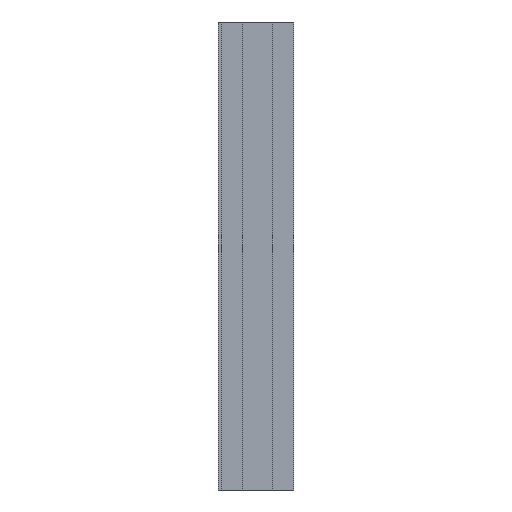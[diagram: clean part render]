
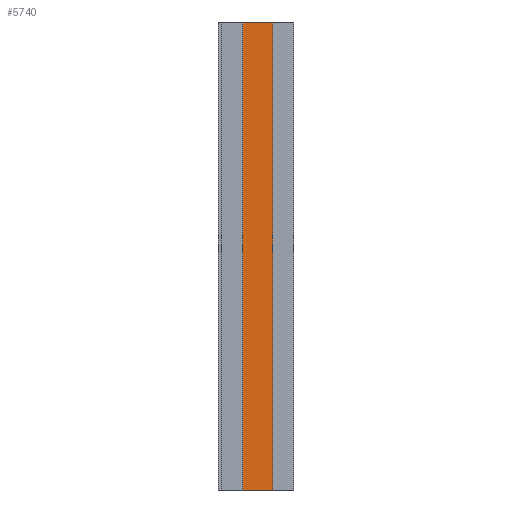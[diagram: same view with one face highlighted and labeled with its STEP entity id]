
A CAD part, left-side view. The second image highlights one B-rep face of the part: STEP entity #5740.
In plain terms, the highlighted planar face has unit normal (-1, 0, 0).
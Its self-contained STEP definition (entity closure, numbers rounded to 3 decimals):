
#913 = CARTESIAN_POINT ( 'NONE',  ( -28.5, 2.648, -163.5 ) ) ;
#914 = CARTESIAN_POINT ( 'NONE',  ( -28.5, 2.648, 0. ) ) ;
#915 = CARTESIAN_POINT ( 'NONE',  ( -28.5, -9.352, -163.5 ) ) ;
#916 = CARTESIAN_POINT ( 'NONE',  ( -28.5, -9.352, 0. ) ) ;
#1268 = PLANE ( 'NONE',  #5920 ) ;
#1269 = CARTESIAN_POINT ( 'NONE',  ( -28.5, 2.648, -163.5 ) ) ;
#1270 = DIRECTION ( 'NONE',  ( -1., 0., 0. ) ) ;
#1271 = DIRECTION ( 'NONE',  ( 0., 0., 1. ) ) ;
#2027 = LINE ( 'NONE', #2391, #2028 ) ;
#2028 = VECTOR ( 'NONE', #2390, 1000. ) ;
#2029 = LINE ( 'NONE', #2389, #2030 ) ;
#2030 = VECTOR ( 'NONE', #2387, 1000. ) ;
#2031 = LINE ( 'NONE', #2385, #2032 ) ;
#2032 = VECTOR ( 'NONE', #2384, 1000. ) ;
#2035 = LINE ( 'NONE', #2379, #2036 ) ;
#2036 = VECTOR ( 'NONE', #2378, 1000. ) ;
#2378 = DIRECTION ( 'NONE',  ( 0., 0., 1. ) ) ;
#2379 = CARTESIAN_POINT ( 'NONE',  ( -28.5, -9.352, -163.5 ) ) ;
#2384 = DIRECTION ( 'NONE',  ( 0., -1., 0. ) ) ;
#2385 = CARTESIAN_POINT ( 'NONE',  ( -28.5, 2.648, 0. ) ) ;
#2387 = DIRECTION ( 'NONE',  ( 0., 0., 1. ) ) ;
#2389 = CARTESIAN_POINT ( 'NONE',  ( -28.5, 2.648, -163.5 ) ) ;
#2390 = DIRECTION ( 'NONE',  ( 0., -1., 0. ) ) ;
#2391 = CARTESIAN_POINT ( 'NONE',  ( -28.5, 2.648, -163.5 ) ) ;
#3179 = EDGE_CURVE ( 'NONE', #5408, #5410, #2027, .T. ) ;
#3180 = EDGE_CURVE ( 'NONE', #5408, #5409, #2029, .T. ) ;
#3181 = EDGE_CURVE ( 'NONE', #5409, #5411, #2031, .T. ) ;
#3183 = EDGE_CURVE ( 'NONE', #5410, #5411, #2035, .T. ) ;
#4616 = EDGE_LOOP ( 'NONE', ( #4796, #4797, #4798, #4799 ) ) ;
#4796 = ORIENTED_EDGE ( 'NONE', *, *, #3181, .F. ) ;
#4797 = ORIENTED_EDGE ( 'NONE', *, *, #3180, .F. ) ;
#4798 = ORIENTED_EDGE ( 'NONE', *, *, #3179, .T. ) ;
#4799 = ORIENTED_EDGE ( 'NONE', *, *, #3183, .T. ) ;
#5055 = FACE_OUTER_BOUND ( 'NONE', #4616, .T. ) ;
#5408 = VERTEX_POINT ( 'NONE', #913 ) ;
#5409 = VERTEX_POINT ( 'NONE', #914 ) ;
#5410 = VERTEX_POINT ( 'NONE', #915 ) ;
#5411 = VERTEX_POINT ( 'NONE', #916 ) ;
#5740 = ADVANCED_FACE ( 'NONE', ( #5055 ), #1268, .T. ) ;
#5920 = AXIS2_PLACEMENT_3D ( 'NONE', #1269, #1270, #1271 ) ;
